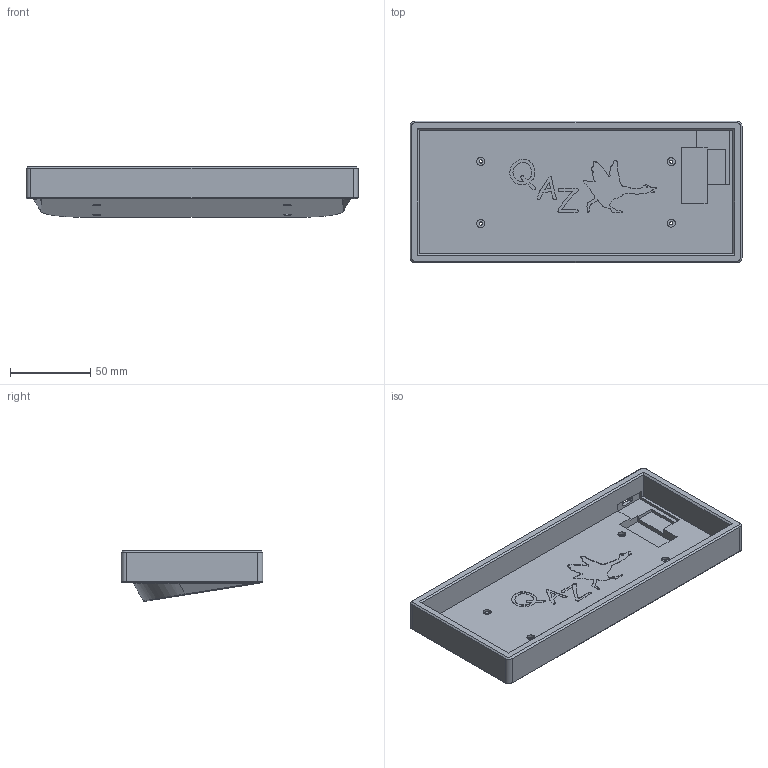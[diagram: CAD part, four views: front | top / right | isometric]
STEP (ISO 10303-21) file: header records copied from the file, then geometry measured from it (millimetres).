
FILE_DESCRIPTION(/* description */ (''),/* implementation_level */ '2;1');
FILE_NAME(/* name */ 'QAZ-Tilt.step',/* time_stamp */ '2020-08-03T18:08:14-04:00',/* author */ (''),/* organization */ (''),/* preprocessor_version */ 'ST-DEVELOPER v18.1',/* originating_system */ 'Autodesk Translation Framework v9.3.0.1241',/* authorisation */ '');
FILE_SCHEMA (('AUTOMOTIVE_DESIGN { 1 0 10303 214 3 1 1 }'));
Length unit declared in the file: millimetre
Products named in the file (1): Case
Bounding box: 207.4 x 88.35 x 31.59 mm (x, y, z)
Volume: 183434.2 mm3; surface area: 60296.3 mm2
Topology: 1 solids, 1 shells, 240 faces, 613 edges, 392 vertices
Faces by surface type: bspline 92, plane 80, cylinder 48, torus 16, cone 4
Full cylindrical faces by diameter (mm): 0.858 x1, 2 x4, 5 x8
Entity records: 10389 total; most frequent: CARTESIAN_POINT 5096, ORIENTED_EDGE 1226, DIRECTION 857, EDGE_CURVE 613, VERTEX_POINT 392, LINE 315, VECTOR 315, AXIS2_PLACEMENT_3D 271
